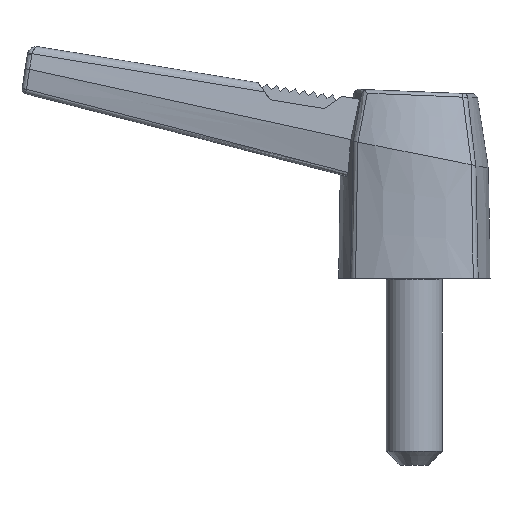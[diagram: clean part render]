
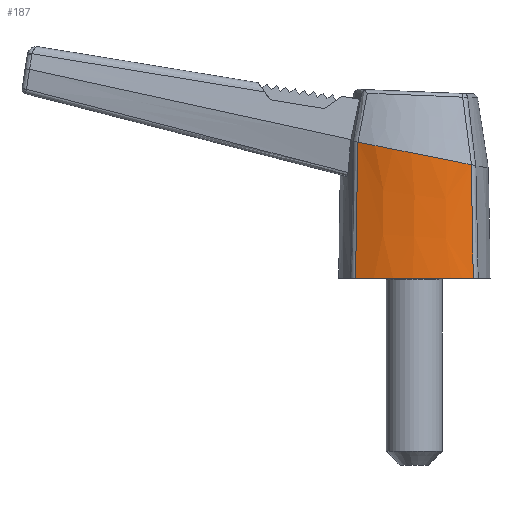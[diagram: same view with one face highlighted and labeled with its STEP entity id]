
A CAD part, front view. The second image highlights one B-rep face of the part: STEP entity #187.
In plain terms, the highlighted free-form (B-spline) face has degree [3, 3] with [10, 4] control points.
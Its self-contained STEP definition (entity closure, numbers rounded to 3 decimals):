
#187 = ADVANCED_FACE( '', ( #433 ), #434, .T. );
#433 = FACE_OUTER_BOUND( '', #1499, .T. );
#434 = B_SPLINE_SURFACE_WITH_KNOTS( '', 3, 3, ( ( #1500, #1501, #1502, #1503 ), ( #1504, #1505, #1506, #1507 ), ( #1508, #1509, #1510, #1511 ), ( #1512, #1513, #1514, #1515 ), ( #1516, #1517, #1518, #1519 ), ( #1520, #1521, #1522, #1523 ), ( #1524, #1525, #1526, #1527 ), ( #1528, #1529, #1530, #1531 ), ( #1532, #1533, #1534, #1535 ), ( #1536, #1537, #1538, #1539 ) ), .UNSPECIFIED., .F., .F., .F., ( 4, 2, 2, 2, 4 ), ( 4, 4 ), ( 0., 0.25, 0.5, 0.75, 1. ), ( 0., 1. ), .UNSPECIFIED. );
#1499 = EDGE_LOOP( '', ( #3366, #3367, #3368, #3369 ) );
#1500 = CARTESIAN_POINT( '', ( -6.645, -6.719, 0. ) );
#1501 = CARTESIAN_POINT( '', ( -6.551, -6.694, 4.861 ) );
#1502 = CARTESIAN_POINT( '', ( -6.458, -6.669, 9.722 ) );
#1503 = CARTESIAN_POINT( '', ( -6.364, -6.643, 14.583 ) );
#1504 = CARTESIAN_POINT( '', ( -5.609, -7.202, 0. ) );
#1505 = CARTESIAN_POINT( '', ( -5.532, -7.184, 4.796 ) );
#1506 = CARTESIAN_POINT( '', ( -5.455, -7.167, 9.591 ) );
#1507 = CARTESIAN_POINT( '', ( -5.379, -7.15, 14.387 ) );
#1508 = CARTESIAN_POINT( '', ( -4.519, -7.571, 0. ) );
#1509 = CARTESIAN_POINT( '', ( -4.458, -7.56, 4.726 ) );
#1510 = CARTESIAN_POINT( '', ( -4.397, -7.549, 9.453 ) );
#1511 = CARTESIAN_POINT( '', ( -4.335, -7.538, 14.179 ) );
#1512 = CARTESIAN_POINT( '', ( -2.287, -8.065, 0. ) );
#1513 = CARTESIAN_POINT( '', ( -2.254, -8.063, 4.584 ) );
#1514 = CARTESIAN_POINT( '', ( -2.221, -8.06, 9.167 ) );
#1515 = CARTESIAN_POINT( '', ( -2.188, -8.058, 13.751 ) );
#1516 = CARTESIAN_POINT( '', ( -1.143, -8.19, 0. ) );
#1517 = CARTESIAN_POINT( '', ( -1.124, -8.19, 4.51 ) );
#1518 = CARTESIAN_POINT( '', ( -1.104, -8.19, 9.021 ) );
#1519 = CARTESIAN_POINT( '', ( -1.085, -8.19, 13.531 ) );
#1520 = CARTESIAN_POINT( '', ( 1.143, -8.19, 0. ) );
#1521 = CARTESIAN_POINT( '', ( 1.136, -8.19, 4.364 ) );
#1522 = CARTESIAN_POINT( '', ( 1.129, -8.19, 8.727 ) );
#1523 = CARTESIAN_POINT( '', ( 1.122, -8.19, 13.091 ) );
#1524 = CARTESIAN_POINT( '', ( 2.287, -8.065, 0. ) );
#1525 = CARTESIAN_POINT( '', ( 2.266, -8.063, 4.29 ) );
#1526 = CARTESIAN_POINT( '', ( 2.246, -8.06, 8.581 ) );
#1527 = CARTESIAN_POINT( '', ( 2.225, -8.058, 12.871 ) );
#1528 = CARTESIAN_POINT( '', ( 4.519, -7.571, 0. ) );
#1529 = CARTESIAN_POINT( '', ( 4.47, -7.56, 4.148 ) );
#1530 = CARTESIAN_POINT( '', ( 4.421, -7.549, 8.295 ) );
#1531 = CARTESIAN_POINT( '', ( 4.372, -7.538, 12.443 ) );
#1532 = CARTESIAN_POINT( '', ( 5.609, -7.202, 0. ) );
#1533 = CARTESIAN_POINT( '', ( 5.544, -7.184, 4.078 ) );
#1534 = CARTESIAN_POINT( '', ( 5.48, -7.167, 8.157 ) );
#1535 = CARTESIAN_POINT( '', ( 5.415, -7.15, 12.235 ) );
#1536 = CARTESIAN_POINT( '', ( 6.645, -6.719, 0. ) );
#1537 = CARTESIAN_POINT( '', ( 6.564, -6.694, 4.013 ) );
#1538 = CARTESIAN_POINT( '', ( 6.482, -6.669, 8.026 ) );
#1539 = CARTESIAN_POINT( '', ( 6.401, -6.643, 12.039 ) );
#3366 = ORIENTED_EDGE( '', *, *, #4010, .F. );
#3367 = ORIENTED_EDGE( '', *, *, #4053, .T. );
#3368 = ORIENTED_EDGE( '', *, *, #4054, .T. );
#3369 = ORIENTED_EDGE( '', *, *, #3996, .T. );
#3996 = EDGE_CURVE( '', #4419, #4417, #4420, .T. );
#4010 = EDGE_CURVE( '', #4440, #4417, #4442, .T. );
#4053 = EDGE_CURVE( '', #4440, #4507, #4508, .T. );
#4054 = EDGE_CURVE( '', #4507, #4419, #4509, .T. );
#4417 = VERTEX_POINT( '', #5268 );
#4419 = VERTEX_POINT( '', #5273 );
#4420 = B_SPLINE_CURVE_WITH_KNOTS( '', 3, ( #5274, #5275, #5276, #5277 ), .UNSPECIFIED., .F., .F., ( 4, 4 ), ( 0., 0.012 ), .UNSPECIFIED. );
#4440 = VERTEX_POINT( '', #5425 );
#4442 = B_SPLINE_CURVE_WITH_KNOTS( '', 3, ( #5432, #5433, #5434, #5435, #5436, #5437, #5438, #5439, #5440, #5441, #5442, #5443, #5444, #5445, #5446, #5447, #5448, #5449, #5450, #5451 ), .UNSPECIFIED., .F., .F., ( 4, 2, 2, 2, 2, 2, 2, 2, 2, 4 ), ( 0.027, 0.125, 0.25, 0.375, 0.5, 0.5, 0.625, 0.75, 0.875, 0.972 ), .UNSPECIFIED. );
#4507 = VERTEX_POINT( '', #5744 );
#4508 = B_SPLINE_CURVE_WITH_KNOTS( '', 3, ( #5745, #5746, #5747, #5748 ), .UNSPECIFIED., .F., .F., ( 4, 4 ), ( 0., 0.015 ), .UNSPECIFIED. );
#4509 = B_SPLINE_CURVE_WITH_KNOTS( '', 3, ( #5749, #5750, #5751, #5752, #5753, #5754, #5755, #5756, #5757, #5758 ), .UNSPECIFIED., .F., .F., ( 4, 2, 2, 2, 4 ), ( 0.029, 0.25, 0.5, 0.75, 0.971 ), .UNSPECIFIED. );
#5268 = CARTESIAN_POINT( '', ( 6.072, -6.807, 12.104 ) );
#5273 = CARTESIAN_POINT( '', ( 6.283, -6.882, 0. ) );
#5274 = CARTESIAN_POINT( '', ( 6.283, -6.882, 0. ) );
#5275 = CARTESIAN_POINT( '', ( 6.213, -6.857, 4.035 ) );
#5276 = CARTESIAN_POINT( '', ( 6.142, -6.832, 8.07 ) );
#5277 = CARTESIAN_POINT( '', ( 6.072, -6.807, 12.104 ) );
#5425 = CARTESIAN_POINT( '', ( -6.037, -6.806, 14.518 ) );
#5432 = CARTESIAN_POINT( '', ( -6.037, -6.806, 14.518 ) );
#5433 = CARTESIAN_POINT( '', ( -5.648, -6.994, 14.441 ) );
#5434 = CARTESIAN_POINT( '', ( -5.251, -7.162, 14.361 ) );
#5435 = CARTESIAN_POINT( '', ( -4.327, -7.506, 14.177 ) );
#5436 = CARTESIAN_POINT( '', ( -3.799, -7.668, 14.072 ) );
#5437 = CARTESIAN_POINT( '', ( -2.724, -7.928, 13.858 ) );
#5438 = CARTESIAN_POINT( '', ( -2.181, -8.026, 13.75 ) );
#5439 = CARTESIAN_POINT( '', ( -1.084, -8.157, 13.531 ) );
#5440 = CARTESIAN_POINT( '', ( -0.534, -8.19, 13.421 ) );
#5441 = CARTESIAN_POINT( '', ( 0.018, -8.19, 13.311 ) );
#5442 = CARTESIAN_POINT( '', ( 0.018, -8.19, 13.311 ) );
#5443 = CARTESIAN_POINT( '', ( 0.571, -8.19, 13.201 ) );
#5444 = CARTESIAN_POINT( '', ( 1.121, -8.157, 13.091 ) );
#5445 = CARTESIAN_POINT( '', ( 2.218, -8.026, 12.873 ) );
#5446 = CARTESIAN_POINT( '', ( 2.761, -7.928, 12.764 ) );
#5447 = CARTESIAN_POINT( '', ( 3.836, -7.668, 12.55 ) );
#5448 = CARTESIAN_POINT( '', ( 4.364, -7.506, 12.445 ) );
#5449 = CARTESIAN_POINT( '', ( 5.287, -7.163, 12.261 ) );
#5450 = CARTESIAN_POINT( '', ( 5.683, -6.994, 12.182 ) );
#5451 = CARTESIAN_POINT( '', ( 6.072, -6.807, 12.104 ) );
#5744 = CARTESIAN_POINT( '', ( -6.283, -6.882, 0. ) );
#5745 = CARTESIAN_POINT( '', ( -6.036, -6.806, 14.518 ) );
#5746 = CARTESIAN_POINT( '', ( -6.118, -6.832, 9.679 ) );
#5747 = CARTESIAN_POINT( '', ( -6.201, -6.857, 4.839 ) );
#5748 = CARTESIAN_POINT( '', ( -6.283, -6.882, 0. ) );
#5749 = CARTESIAN_POINT( '', ( -6.283, -6.882, 0. ) );
#5750 = CARTESIAN_POINT( '', ( -5.356, -7.285, 0. ) );
#5751 = CARTESIAN_POINT( '', ( -4.39, -7.599, 0. ) );
#5752 = CARTESIAN_POINT( '', ( -2.287, -8.065, 0. ) );
#5753 = CARTESIAN_POINT( '', ( -1.143, -8.19, 0. ) );
#5754 = CARTESIAN_POINT( '', ( 1.143, -8.19, 0. ) );
#5755 = CARTESIAN_POINT( '', ( 2.287, -8.065, 0. ) );
#5756 = CARTESIAN_POINT( '', ( 4.39, -7.599, 0. ) );
#5757 = CARTESIAN_POINT( '', ( 5.356, -7.285, 0. ) );
#5758 = CARTESIAN_POINT( '', ( 6.283, -6.882, 0. ) );
